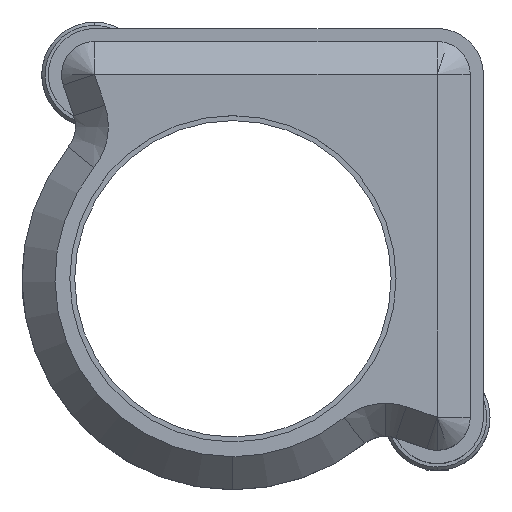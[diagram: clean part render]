
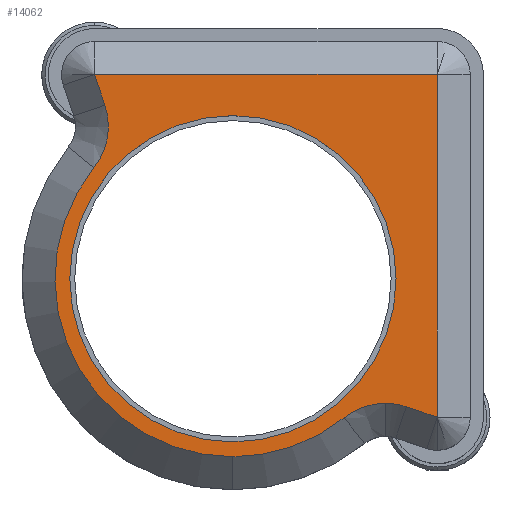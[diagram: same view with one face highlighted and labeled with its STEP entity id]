
A CAD part, top view. The second image highlights one B-rep face of the part: STEP entity #14062.
In plain terms, the highlighted planar face has unit normal (0, 0, 1).
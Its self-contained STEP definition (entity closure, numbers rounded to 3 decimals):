
#276 = DIRECTION ( 'NONE',  ( 0., 1., 0. ) ) ;
#356 = VECTOR ( 'NONE', #13272, 1000. ) ;
#440 = AXIS2_PLACEMENT_3D ( 'NONE', #7977, #11443, #276 ) ;
#810 = AXIS2_PLACEMENT_3D ( 'NONE', #5445, #9405, #18615 ) ;
#908 = DIRECTION ( 'NONE',  ( 0., 1., 0. ) ) ;
#909 = VERTEX_POINT ( 'NONE', #1516 ) ;
#1321 = ORIENTED_EDGE ( 'NONE', *, *, #23140, .T. ) ;
#1516 = CARTESIAN_POINT ( 'NONE',  ( -31., -6.25, 17. ) ) ;
#1746 = EDGE_CURVE ( 'NONE', #7154, #5236, #3239, .T. ) ;
#1907 = CARTESIAN_POINT ( 'NONE',  ( 0., 0., 17. ) ) ;
#2638 = EDGE_CURVE ( 'NONE', #3000, #3157, #16231, .T. ) ;
#3000 = VERTEX_POINT ( 'NONE', #8574 ) ;
#3157 = VERTEX_POINT ( 'NONE', #3879 ) ;
#3239 = LINE ( 'NONE', #12897, #24504 ) ;
#3292 = CIRCLE ( 'NONE', #22314, 24.75 ) ;
#3519 = ORIENTED_EDGE ( 'NONE', *, *, #19760, .T. ) ;
#3879 = CARTESIAN_POINT ( 'NONE',  ( -52.083, -14.133, 17. ) ) ;
#4270 = VERTEX_POINT ( 'NONE', #4611 ) ;
#4356 = AXIS2_PLACEMENT_3D ( 'NONE', #16944, #22038, #24409 ) ;
#4595 = EDGE_CURVE ( 'NONE', #4270, #11695, #7485, .T. ) ;
#4611 = CARTESIAN_POINT ( 'NONE',  ( -14.133, -52.083, 17. ) ) ;
#4835 = EDGE_LOOP ( 'NONE', ( #9606, #18195 ) ) ;
#5236 = VERTEX_POINT ( 'NONE', #24508 ) ;
#5445 = CARTESIAN_POINT ( 'NONE',  ( -31., -31., 17. ) ) ;
#5719 = ORIENTED_EDGE ( 'NONE', *, *, #1746, .T. ) ;
#5727 = CARTESIAN_POINT ( 'NONE',  ( -7.886, -49.892, 17. ) ) ;
#5966 = ORIENTED_EDGE ( 'NONE', *, *, #20911, .T. ) ;
#6126 = ORIENTED_EDGE ( 'NONE', *, *, #15464, .T. ) ;
#6639 = DIRECTION ( 'NONE',  ( 0., 0., 1. ) ) ;
#6729 = PLANE ( 'NONE',  #15651 ) ;
#7154 = VERTEX_POINT ( 'NONE', #1907 ) ;
#7173 = DIRECTION ( 'NONE',  ( 0., 0., 1. ) ) ;
#7191 = CIRCLE ( 'NONE', #440, 27. ) ;
#7485 = CIRCLE ( 'NONE', #21360, 10. ) ;
#7683 = LINE ( 'NONE', #15512, #356 ) ;
#7908 = CARTESIAN_POINT ( 'NONE',  ( 0., -52., 17. ) ) ;
#7977 = CARTESIAN_POINT ( 'NONE',  ( -31., -31., 17. ) ) ;
#8574 = CARTESIAN_POINT ( 'NONE',  ( -50.418, -4.685, 17. ) ) ;
#8673 = DIRECTION ( 'NONE',  ( 0., 1., 0. ) ) ;
#8711 = DIRECTION ( 'NONE',  ( 0., 1., 0. ) ) ;
#8991 = EDGE_CURVE ( 'NONE', #3157, #20977, #7191, .T. ) ;
#9405 = DIRECTION ( 'NONE',  ( 0., 0., 1. ) ) ;
#9606 = ORIENTED_EDGE ( 'NONE', *, *, #11736, .F. ) ;
#9749 = LINE ( 'NONE', #10188, #10652 ) ;
#10188 = CARTESIAN_POINT ( 'NONE',  ( -50.418, -4.685, 17. ) ) ;
#10535 = CARTESIAN_POINT ( 'NONE',  ( -7.886, -59.892, 17. ) ) ;
#10648 = CIRCLE ( 'NONE', #16623, 10. ) ;
#10652 = VECTOR ( 'NONE', #14167, 1000. ) ;
#10853 = CARTESIAN_POINT ( 'NONE',  ( -31., -55.75, 17. ) ) ;
#11099 = ORIENTED_EDGE ( 'NONE', *, *, #2638, .T. ) ;
#11443 = DIRECTION ( 'NONE',  ( 0., 0., 1. ) ) ;
#11512 = CIRCLE ( 'NONE', #810, 24.75 ) ;
#11695 = VERTEX_POINT ( 'NONE', #5727 ) ;
#11736 = EDGE_CURVE ( 'NONE', #909, #19720, #3292, .T. ) ;
#12070 = DIRECTION ( 'NONE',  ( 0., 0., 1. ) ) ;
#12829 = ORIENTED_EDGE ( 'NONE', *, *, #20501, .T. ) ;
#12897 = CARTESIAN_POINT ( 'NONE',  ( -52.001, 0., 17. ) ) ;
#12924 = CARTESIAN_POINT ( 'NONE',  ( 0., -52., 17. ) ) ;
#13272 = DIRECTION ( 'NONE',  ( 0., 1., 0. ) ) ;
#13953 = CARTESIAN_POINT ( 'NONE',  ( -7.886, -59.892, 17. ) ) ;
#14062 = ADVANCED_FACE ( 'NONE', ( #21750, #23741 ), #6729, .T. ) ;
#14167 = DIRECTION ( 'NONE',  ( 0.32, -0.947, 0. ) ) ;
#14304 = CARTESIAN_POINT ( 'NONE',  ( -69., -69., 17. ) ) ;
#14493 = DIRECTION ( 'NONE',  ( 0., 1., 0. ) ) ;
#14599 = VERTEX_POINT ( 'NONE', #7908 ) ;
#14646 = VECTOR ( 'NONE', #20503, 1000. ) ;
#14758 = ORIENTED_EDGE ( 'NONE', *, *, #8991, .T. ) ;
#14889 = DIRECTION ( 'NONE',  ( -1., 0., 0. ) ) ;
#15013 = AXIS2_PLACEMENT_3D ( 'NONE', #20059, #6639, #20181 ) ;
#15464 = EDGE_CURVE ( 'NONE', #11695, #20651, #10648, .T. ) ;
#15512 = CARTESIAN_POINT ( 'NONE',  ( 0., 0., 17. ) ) ;
#15651 = AXIS2_PLACEMENT_3D ( 'NONE', #14304, #12070, #908 ) ;
#16231 = CIRCLE ( 'NONE', #4356, 10. ) ;
#16623 = AXIS2_PLACEMENT_3D ( 'NONE', #13953, #21530, #8711 ) ;
#16944 = CARTESIAN_POINT ( 'NONE',  ( -59.892, -7.886, 17. ) ) ;
#17530 = ORIENTED_EDGE ( 'NONE', *, *, #4595, .T. ) ;
#17647 = EDGE_CURVE ( 'NONE', #19720, #909, #11512, .T. ) ;
#18110 = DIRECTION ( 'NONE',  ( 0., 0., -1. ) ) ;
#18195 = ORIENTED_EDGE ( 'NONE', *, *, #17647, .F. ) ;
#18345 = CARTESIAN_POINT ( 'NONE',  ( -31., -31., 17. ) ) ;
#18397 = LINE ( 'NONE', #12924, #14646 ) ;
#18615 = DIRECTION ( 'NONE',  ( 0., 1., 0. ) ) ;
#19137 = CARTESIAN_POINT ( 'NONE',  ( -31., -58., 17. ) ) ;
#19356 = CIRCLE ( 'NONE', #15013, 27. ) ;
#19720 = VERTEX_POINT ( 'NONE', #10853 ) ;
#19760 = EDGE_CURVE ( 'NONE', #20977, #4270, #19356, .T. ) ;
#20059 = CARTESIAN_POINT ( 'NONE',  ( -31., -31., 17. ) ) ;
#20181 = DIRECTION ( 'NONE',  ( 0., 1., 0. ) ) ;
#20501 = EDGE_CURVE ( 'NONE', #5236, #3000, #9749, .T. ) ;
#20503 = DIRECTION ( 'NONE',  ( 0.947, -0.32, 0. ) ) ;
#20651 = VERTEX_POINT ( 'NONE', #22923 ) ;
#20911 = EDGE_CURVE ( 'NONE', #20651, #14599, #18397, .T. ) ;
#20977 = VERTEX_POINT ( 'NONE', #19137 ) ;
#21360 = AXIS2_PLACEMENT_3D ( 'NONE', #10535, #18110, #8673 ) ;
#21530 = DIRECTION ( 'NONE',  ( 0., 0., -1. ) ) ;
#21750 = FACE_OUTER_BOUND ( 'NONE', #22537, .T. ) ;
#22038 = DIRECTION ( 'NONE',  ( 0., 0., -1. ) ) ;
#22314 = AXIS2_PLACEMENT_3D ( 'NONE', #18345, #7173, #14493 ) ;
#22537 = EDGE_LOOP ( 'NONE', ( #5966, #1321, #5719, #12829, #11099, #14758, #3519, #17530, #6126 ) ) ;
#22923 = CARTESIAN_POINT ( 'NONE',  ( -4.686, -50.417, 17. ) ) ;
#23140 = EDGE_CURVE ( 'NONE', #14599, #7154, #7683, .T. ) ;
#23741 = FACE_BOUND ( 'NONE', #4835, .T. ) ;
#24409 = DIRECTION ( 'NONE',  ( 0., 1., 0. ) ) ;
#24504 = VECTOR ( 'NONE', #14889, 1000. ) ;
#24508 = CARTESIAN_POINT ( 'NONE',  ( -52.001, 0., 17. ) ) ;
